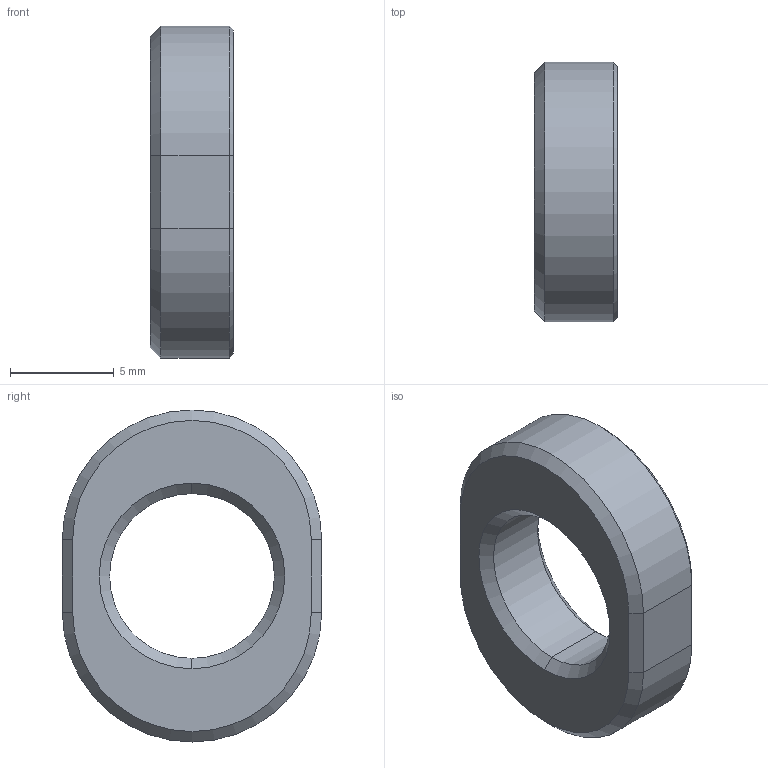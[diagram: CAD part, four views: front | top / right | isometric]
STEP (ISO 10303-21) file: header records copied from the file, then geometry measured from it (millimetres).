
FILE_DESCRIPTION(('CATIA V5 STEP Exchange'),'2;1');
FILE_NAME('FUS50-600-036.stp','2019-05-12T13:12:04+00:00',('none'),('none'),'CATIA Version 5 Release 21 GA (IN-10)','CATIA V5 STEP AP203','none');
FILE_SCHEMA(('CONFIG_CONTROL_DESIGN'));
Length unit declared in the file: millimetre
Products named in the file (1): FUS50-600-036
Bounding box: 4 x 12.5 x 16 mm (x, y, z)
Volume: 454.7 mm3; surface area: 485.5 mm2
Topology: 1 solids, 1 shells, 20 faces, 42 edges, 24 vertices
Faces by surface type: cone 8, plane 8, cylinder 4
Entity records: 551 total; most frequent: CARTESIAN_POINT 86, ORIENTED_EDGE 84, DIRECTION 80, EDGE_CURVE 42, AXIS2_PLACEMENT_3D 36, VECTOR 26, LINE 26, VERTEX_POINT 24
